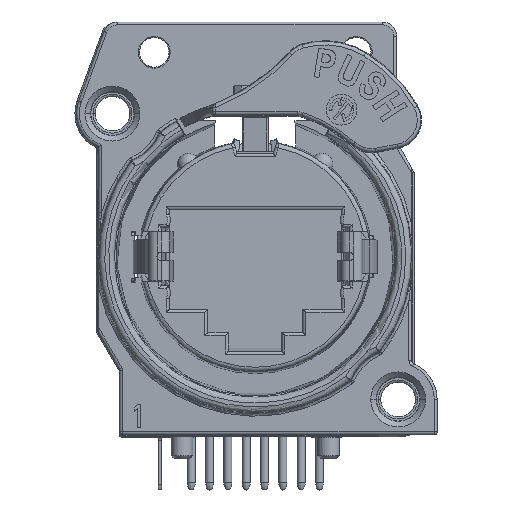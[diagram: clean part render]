
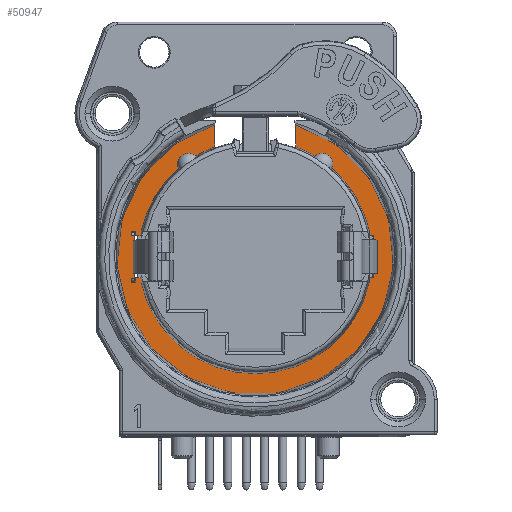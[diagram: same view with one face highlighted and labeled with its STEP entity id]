
A CAD part, top view. The second image highlights one B-rep face of the part: STEP entity #50947.
In plain terms, the highlighted planar face has unit normal (0, 0, 1).
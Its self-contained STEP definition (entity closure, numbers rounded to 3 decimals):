
#2501=CARTESIAN_POINT('',(5.323,6.106,-10.));
#2506=CARTESIAN_POINT('',(0.,0.,-10.));
#2507=DIRECTION('',(0.,0.,1.));
#2508=DIRECTION('',(0.975,0.221,0.));
#2509=AXIS2_PLACEMENT_3D('',#2506,#2507,#2508);
#2544=CARTESIAN_POINT('',(0.,0.,-10.));
#2545=DIRECTION('',(0.,0.,1.));
#2546=DIRECTION('',(-0.657,0.754,0.));
#2547=AXIS2_PLACEMENT_3D('',#2544,#2545,#2546);
#2584=CARTESIAN_POINT('',(-4.138,6.963,-10.));
#2589=CARTESIAN_POINT('',(0.,0.,-10.));
#2590=DIRECTION('',(0.,0.,1.));
#2591=DIRECTION('',(-0.345,0.939,0.));
#2592=AXIS2_PLACEMENT_3D('',#2589,#2590,#2591);
#2599=CARTESIAN_POINT('',(0.,0.,-10.));
#2600=DIRECTION('',(0.,0.,1.));
#2601=DIRECTION('',(0.511,0.86,0.));
#2602=AXIS2_PLACEMENT_3D('',#2599,#2600,#2601);
#2604=CARTESIAN_POINT('',(4.138,6.963,-10.));
#10829=CARTESIAN_POINT('',(0.,0.,-10.));
#10830=DIRECTION('',(0.,0.,1.));
#10831=DIRECTION('',(-0.292,0.956,0.));
#10832=AXIS2_PLACEMENT_3D('',#10829,#10830,#10831);
#12010=DIRECTION('',(1.,0.,0.));
#12011=VECTOR('',#12010,0.25);
#12012=CARTESIAN_POINT('',(-8.6,1.5,-10.));
#12013=LINE('',#12012,#12011);
#12014=DIRECTION('',(0.,-1.,0.));
#12015=VECTOR('',#12014,3.);
#12016=CARTESIAN_POINT('',(-8.35,1.5,-10.));
#12017=LINE('',#12016,#12015);
#12018=DIRECTION('',(1.,0.,0.));
#12019=VECTOR('',#12018,0.25);
#12020=CARTESIAN_POINT('',(-8.6,-1.5,-10.));
#12021=LINE('',#12020,#12019);
#12022=DIRECTION('',(1.,0.,0.));
#12023=VECTOR('',#12022,0.3);
#12024=CARTESIAN_POINT('',(-8.6,-1.75,-10.));
#12025=LINE('',#12024,#12023);
#12026=DIRECTION('',(0.,-1.,0.));
#12027=VECTOR('',#12026,0.3);
#12028=CARTESIAN_POINT('',(-8.3,-1.45,-10.));
#12029=LINE('',#12028,#12027);
#12030=DIRECTION('',(1.,0.,0.));
#12031=VECTOR('',#12030,0.4);
#12032=CARTESIAN_POINT('',(-8.3,-1.45,-10.));
#12033=LINE('',#12032,#12031);
#12034=DIRECTION('',(0.,-1.,0.));
#12035=VECTOR('',#12034,0.339);
#12036=CARTESIAN_POINT('',(-7.9,-1.45,-10.));
#12037=LINE('',#12036,#12035);
#12038=DIRECTION('',(0.,1.,0.));
#12039=VECTOR('',#12038,0.339);
#12040=CARTESIAN_POINT('',(7.9,-1.789,-10.));
#12041=LINE('',#12040,#12039);
#12042=DIRECTION('',(1.,0.,0.));
#12043=VECTOR('',#12042,0.3);
#12044=CARTESIAN_POINT('',(7.9,-1.45,-10.));
#12045=LINE('',#12044,#12043);
#12046=DIRECTION('',(0.,1.,0.));
#12047=VECTOR('',#12046,2.9);
#12048=CARTESIAN_POINT('',(8.2,-1.45,-10.));
#12049=LINE('',#12048,#12047);
#12050=DIRECTION('',(-1.,0.,0.));
#12051=VECTOR('',#12050,0.3);
#12052=CARTESIAN_POINT('',(8.2,1.45,-10.));
#12053=LINE('',#12052,#12051);
#12054=DIRECTION('',(0.,1.,0.));
#12055=VECTOR('',#12054,0.339);
#12056=CARTESIAN_POINT('',(7.9,1.45,-10.));
#12057=LINE('',#12056,#12055);
#12058=CARTESIAN_POINT('',(4.632,6.399,-10.));
#12059=DIRECTION('',(0.,0.,1.));
#12060=DIRECTION('',(0.92,-0.391,0.));
#12061=AXIS2_PLACEMENT_3D('',#12058,#12059,#12060);
#12063=DIRECTION('',(0.,-1.,0.));
#12064=VECTOR('',#12063,1.555);
#12065=CARTESIAN_POINT('',(2.793,9.158,-10.));
#12066=LINE('',#12065,#12064);
#12067=DIRECTION('',(0.,1.,0.));
#12068=VECTOR('',#12067,1.555);
#12069=CARTESIAN_POINT('',(-2.793,7.603,-10.));
#12070=LINE('',#12069,#12068);
#12071=CARTESIAN_POINT('',(-4.632,6.399,-10.));
#12072=DIRECTION('',(0.,0.,-1.));
#12073=DIRECTION('',(-0.92,-0.391,0.));
#12074=AXIS2_PLACEMENT_3D('',#12071,#12072,#12073);
#12076=DIRECTION('',(0.,-1.,0.));
#12077=VECTOR('',#12076,0.339);
#12078=CARTESIAN_POINT('',(-7.9,1.789,-10.));
#12079=LINE('',#12078,#12077);
#12080=DIRECTION('',(-1.,0.,0.));
#12081=VECTOR('',#12080,0.4);
#12082=CARTESIAN_POINT('',(-7.9,1.45,-10.));
#12083=LINE('',#12082,#12081);
#12084=DIRECTION('',(0.,-1.,0.));
#12085=VECTOR('',#12084,0.3);
#12086=CARTESIAN_POINT('',(-8.3,1.75,-10.));
#12087=LINE('',#12086,#12085);
#12088=DIRECTION('',(1.,0.,0.));
#12089=VECTOR('',#12088,0.3);
#12090=CARTESIAN_POINT('',(-8.6,1.75,-10.));
#12091=LINE('',#12090,#12089);
#12101=DIRECTION('',(0.,1.,0.));
#12102=VECTOR('',#12101,0.25);
#12103=CARTESIAN_POINT('',(-8.6,1.5,-10.));
#12104=LINE('',#12103,#12102);
#12158=DIRECTION('',(0.,1.,0.));
#12159=VECTOR('',#12158,0.25);
#12160=CARTESIAN_POINT('',(-8.6,-1.75,-10.));
#12161=LINE('',#12160,#12159);
#22705=CARTESIAN_POINT('',(0.,0.,-10.));
#22706=DIRECTION('',(0.,0.,1.));
#22707=DIRECTION('',(-0.975,-0.221,0.));
#22708=AXIS2_PLACEMENT_3D('',#22705,#22706,#22707);
#30535=CARTESIAN_POINT('',(8.2,-1.45,-10.));
#30536=CARTESIAN_POINT('',(8.2,1.45,-10.));
#30537=VERTEX_POINT('',#30535);
#30538=VERTEX_POINT('',#30536);
#30547=CARTESIAN_POINT('',(7.9,-1.45,-10.));
#30548=VERTEX_POINT('',#30547);
#30549=CARTESIAN_POINT('',(7.9,1.45,-10.));
#30550=VERTEX_POINT('',#30549);
#30551=CARTESIAN_POINT('',(-8.3,1.75,-10.));
#30553=VERTEX_POINT('',#30551);
#30556=CARTESIAN_POINT('',(-8.3,-1.75,-10.));
#30558=VERTEX_POINT('',#30556);
#30559=CARTESIAN_POINT('',(-8.3,1.45,-10.));
#30560=VERTEX_POINT('',#30559);
#30561=CARTESIAN_POINT('',(-8.3,-1.45,-10.));
#30562=VERTEX_POINT('',#30561);
#30563=CARTESIAN_POINT('',(-8.6,1.75,-10.));
#30564=VERTEX_POINT('',#30563);
#30565=CARTESIAN_POINT('',(-8.6,-1.75,-10.));
#30566=VERTEX_POINT('',#30565);
#30581=CARTESIAN_POINT('',(-7.9,1.45,-10.));
#30582=VERTEX_POINT('',#30581);
#30583=CARTESIAN_POINT('',(-7.9,-1.45,-10.));
#30584=VERTEX_POINT('',#30583);
#30671=VERTEX_POINT('',#2584);
#30673=CARTESIAN_POINT('',(-5.323,6.106,-10.));
#30674=VERTEX_POINT('',#30673);
#30681=VERTEX_POINT('',#2501);
#30682=VERTEX_POINT('',#2604);
#30683=CARTESIAN_POINT('',(-7.9,-1.789,-10.));
#30684=CARTESIAN_POINT('',(7.9,-1.789,-10.));
#30685=VERTEX_POINT('',#30683);
#30686=VERTEX_POINT('',#30684);
#30687=CARTESIAN_POINT('',(-7.9,1.789,-10.));
#30688=VERTEX_POINT('',#30687);
#30689=CARTESIAN_POINT('',(7.9,1.789,-10.));
#30690=VERTEX_POINT('',#30689);
#30751=CARTESIAN_POINT('',(2.793,9.158,-10.));
#30752=CARTESIAN_POINT('',(2.793,7.603,-10.));
#30753=VERTEX_POINT('',#30751);
#30754=VERTEX_POINT('',#30752);
#30755=CARTESIAN_POINT('',(-2.793,7.603,-10.));
#30756=CARTESIAN_POINT('',(-2.793,9.158,-10.));
#30757=VERTEX_POINT('',#30755);
#30758=VERTEX_POINT('',#30756);
#36384=CARTESIAN_POINT('',(-8.35,1.5,-10.));
#36386=VERTEX_POINT('',#36384);
#36387=CARTESIAN_POINT('',(-8.35,-1.5,-10.));
#36389=VERTEX_POINT('',#36387);
#36519=CARTESIAN_POINT('',(-8.6,1.5,-10.));
#36520=VERTEX_POINT('',#36519);
#36521=CARTESIAN_POINT('',(-8.6,-1.5,-10.));
#36522=VERTEX_POINT('',#36521);
#50891=CARTESIAN_POINT('',(0.,0.,-10.));
#50892=DIRECTION('',(0.,0.,1.));
#50893=DIRECTION('',(1.,0.,0.));
#50894=AXIS2_PLACEMENT_3D('',#50891,#50892,#50893);
#50895=PLANE('',#50894);
#50897=ORIENTED_EDGE('',*,*,#50896,.F.);
#50899=ORIENTED_EDGE('',*,*,#50898,.T.);
#50901=ORIENTED_EDGE('',*,*,#50900,.T.);
#50903=ORIENTED_EDGE('',*,*,#50902,.F.);
#50905=ORIENTED_EDGE('',*,*,#50904,.F.);
#50907=ORIENTED_EDGE('',*,*,#50906,.T.);
#50909=ORIENTED_EDGE('',*,*,#50908,.F.);
#50911=ORIENTED_EDGE('',*,*,#50910,.T.);
#50913=ORIENTED_EDGE('',*,*,#50912,.T.);
#50915=ORIENTED_EDGE('',*,*,#50914,.T.);
#50917=ORIENTED_EDGE('',*,*,#50916,.T.);
#50919=ORIENTED_EDGE('',*,*,#50918,.T.);
#50921=ORIENTED_EDGE('',*,*,#50920,.T.);
#50923=ORIENTED_EDGE('',*,*,#50922,.T.);
#50925=ORIENTED_EDGE('',*,*,#50924,.T.);
#50926=ORIENTED_EDGE('',*,*,#38689,.T.);
#50928=ORIENTED_EDGE('',*,*,#50927,.T.);
#50929=ORIENTED_EDGE('',*,*,#38758,.T.);
#50930=ORIENTED_EDGE('',*,*,#40925,.F.);
#50931=ORIENTED_EDGE('',*,*,#48378,.F.);
#50932=ORIENTED_EDGE('',*,*,#50872,.F.);
#50933=ORIENTED_EDGE('',*,*,#38743,.T.);
#50935=ORIENTED_EDGE('',*,*,#50934,.F.);
#50936=ORIENTED_EDGE('',*,*,#38719,.T.);
#50938=ORIENTED_EDGE('',*,*,#50937,.T.);
#50940=ORIENTED_EDGE('',*,*,#50939,.T.);
#50942=ORIENTED_EDGE('',*,*,#50941,.F.);
#50944=ORIENTED_EDGE('',*,*,#50943,.F.);
#50945=EDGE_LOOP('',(#50897,#50899,#50901,#50903,#50905,#50907,#50909,#50911,
#50913,#50915,#50917,#50919,#50921,#50923,#50925,#50926,#50928,#50929,#50930,
#50931,#50932,#50933,#50935,#50936,#50938,#50940,#50942,#50944));
#50946=FACE_OUTER_BOUND('',#50945,.F.);
#50947=ADVANCED_FACE('',(#50946),#50895,.T.);
#2510=CIRCLE('',#2509,8.1);
#2548=CIRCLE('',#2547,8.1);
#2593=CIRCLE('',#2592,8.1);
#2603=CIRCLE('',#2602,8.1);
#10833=CIRCLE('',#10832,9.575);
#12062=CIRCLE('',#12061,0.75);
#12075=CIRCLE('',#12074,0.75);
#22709=CIRCLE('',#22708,8.1);
#38689=EDGE_CURVE('',#30690,#30681,#2510,.T.);
#38719=EDGE_CURVE('',#30674,#30688,#2548,.T.);
#38743=EDGE_CURVE('',#30757,#30671,#2593,.T.);
#38758=EDGE_CURVE('',#30682,#30754,#2603,.T.);
#40925=EDGE_CURVE('',#30753,#30754,#12066,.T.);
#48378=EDGE_CURVE('',#30758,#30753,#10833,.T.);
#50872=EDGE_CURVE('',#30757,#30758,#12070,.T.);
#50896=EDGE_CURVE('',#36520,#30564,#12104,.T.);
#50898=EDGE_CURVE('',#36520,#36386,#12013,.T.);
#50900=EDGE_CURVE('',#36386,#36389,#12017,.T.);
#50902=EDGE_CURVE('',#36522,#36389,#12021,.T.);
#50904=EDGE_CURVE('',#30566,#36522,#12161,.T.);
#50906=EDGE_CURVE('',#30566,#30558,#12025,.T.);
#50908=EDGE_CURVE('',#30562,#30558,#12029,.T.);
#50910=EDGE_CURVE('',#30562,#30584,#12033,.T.);
#50912=EDGE_CURVE('',#30584,#30685,#12037,.T.);
#50914=EDGE_CURVE('',#30685,#30686,#22709,.T.);
#50916=EDGE_CURVE('',#30686,#30548,#12041,.T.);
#50918=EDGE_CURVE('',#30548,#30537,#12045,.T.);
#50920=EDGE_CURVE('',#30537,#30538,#12049,.T.);
#50922=EDGE_CURVE('',#30538,#30550,#12053,.T.);
#50924=EDGE_CURVE('',#30550,#30690,#12057,.T.);
#50927=EDGE_CURVE('',#30681,#30682,#12062,.T.);
#50934=EDGE_CURVE('',#30674,#30671,#12075,.T.);
#50937=EDGE_CURVE('',#30688,#30582,#12079,.T.);
#50939=EDGE_CURVE('',#30582,#30560,#12083,.T.);
#50941=EDGE_CURVE('',#30553,#30560,#12087,.T.);
#50943=EDGE_CURVE('',#30564,#30553,#12091,.T.);
